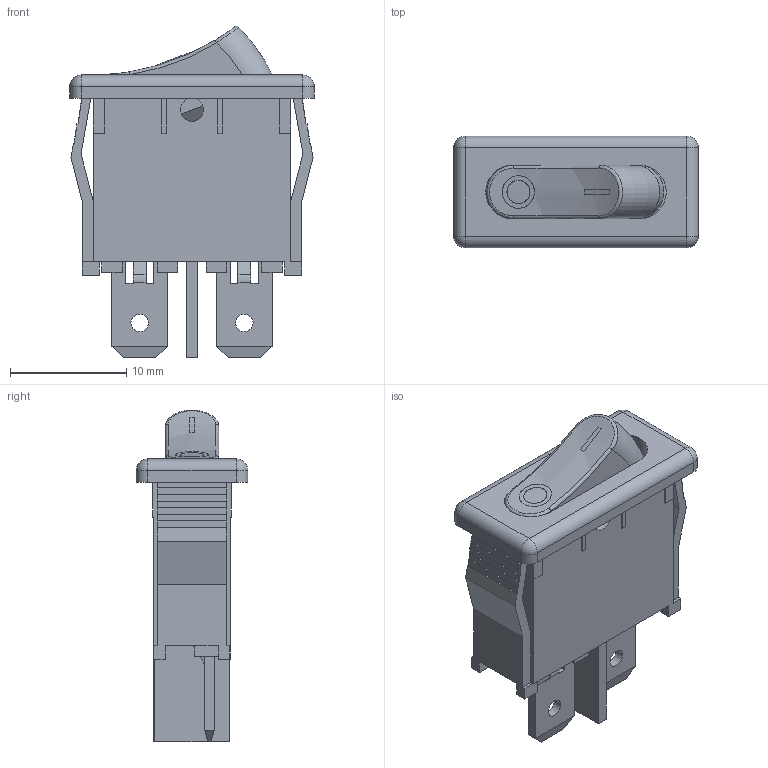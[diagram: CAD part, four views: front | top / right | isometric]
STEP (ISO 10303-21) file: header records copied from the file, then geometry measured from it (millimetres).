
FILE_DESCRIPTION(/* description */ (''),/* implementation_level */ '2;1');
FILE_NAME(/* name */ 'RD11131121.stp',/* time_stamp */ '2020-10-22T15:19:06-05:00',/* author */ ('mwilliams'),/* organization */ (''),/* preprocessor_version */ 'ST-DEVELOPER v18',/* originating_system */ 'Autodesk Inventor 2020',/* authorisation */ '');
FILE_SCHEMA (('AUTOMOTIVE_DESIGN { 1 0 10303 214 3 1 1 }'));
Length unit declared in the file: inch
Products named in the file (1): RD11131121_Shrinkwrap_1
Bounding box: 21 x 9.6 x 28.5 mm (x, y, z)
Volume: 1364.4 mm3; surface area: 3019.3 mm2
Topology: 4 solids, 4 shells, 258 faces, 710 edges, 459 vertices
Faces by surface type: plane 212, cylinder 30, torus 6, sphere 4, bspline 4, cone 2
Full cylindrical faces by diameter (mm): 1.5 x2, 2 x4
Entity records: 10832 total; most frequent: CARTESIAN_POINT 3909, ORIENTED_EDGE 1412, DIRECTION 1282, EDGE_CURVE 706, LINE 612, VECTOR 612, VERTEX_POINT 459, AXIS2_PLACEMENT_3D 335
